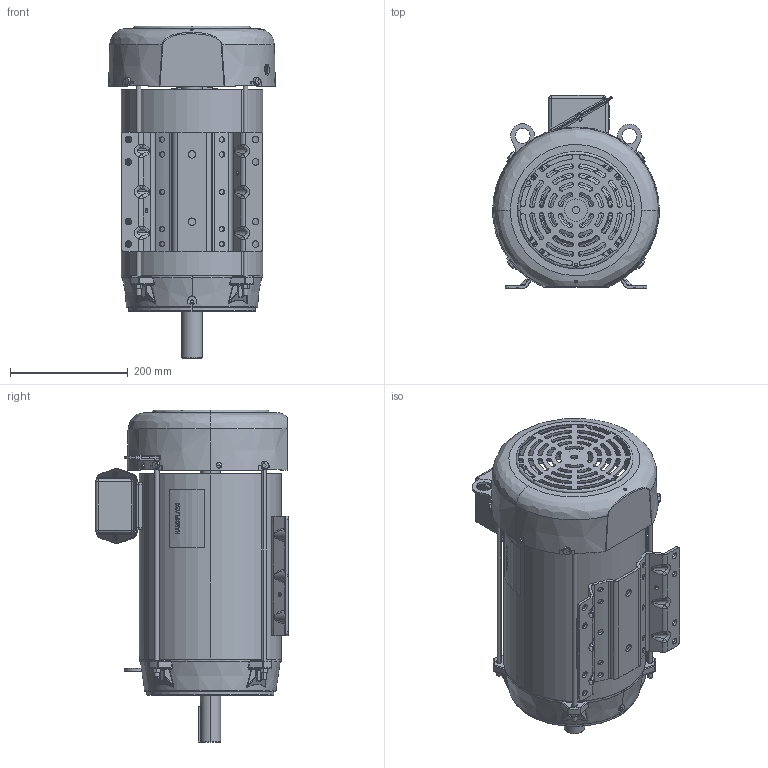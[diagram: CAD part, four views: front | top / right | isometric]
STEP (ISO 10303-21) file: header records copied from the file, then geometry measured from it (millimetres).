
FILE_DESCRIPTION (( 'STEP AP214' ), '1' );
FILE_NAME ('E2019B r1.STEP', '2019-06-06T20:07:12', ( '' ), ( '' ), 'SwSTEP 2.0', 'SolidWorks 2017', '' );
FILE_SCHEMA (( 'AUTOMOTIVE_DESIGN' ));
Length unit declared in the file: inch
Products named in the file (1): E2019B r1
Bounding box: 283.47 x 328.02 x 564.28 mm (x, y, z)
Volume: 3118538.7 mm3; surface area: 1408520.8 mm2
Topology: 30 solids, 30 shells, 3332 faces, 8842 edges, 5565 vertices
Faces by surface type: plane 1052, cylinder 1045, bspline 829, cone 406
Entity records: 140312 total; most frequent: CARTESIAN_POINT 63915, ORIENTED_EDGE 17508, DIRECTION 13955, EDGE_CURVE 8754, VERTEX_POINT 5565, AXIS2_PLACEMENT_3D 5391, EDGE_LOOP 3631, ADVANCED_FACE 3332
